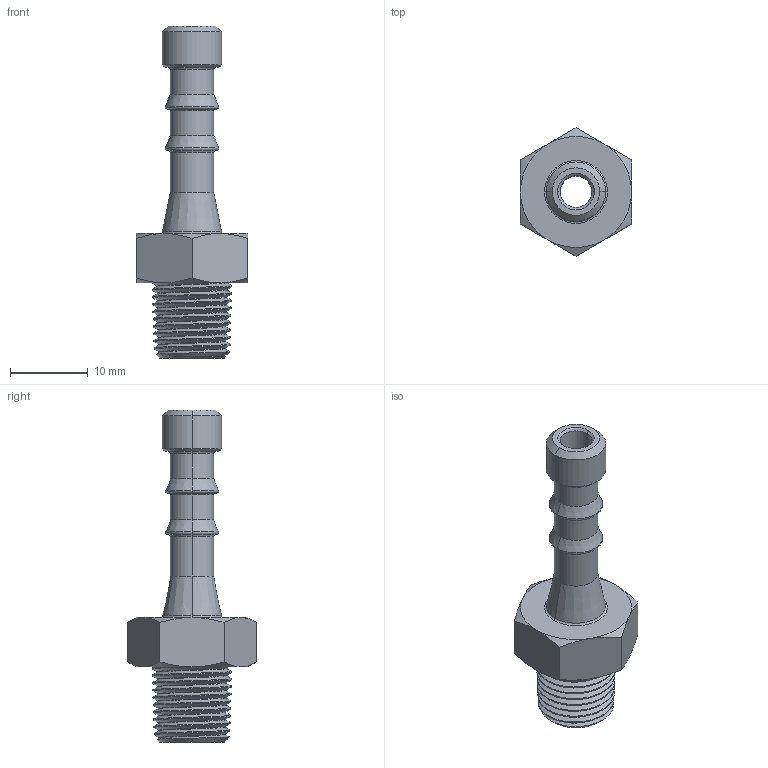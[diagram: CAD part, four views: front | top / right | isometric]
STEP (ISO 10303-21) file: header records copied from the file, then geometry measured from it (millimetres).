
FILE_DESCRIPTION (( 'STEP AP203' ), '1' );
FILE_NAME ('5357K31_Aluminum Barbed Hose Fitting.STEP', '2021-10-25T18:05:12', ( '' ), ( '' ), 'SwSTEP 2.0', 'SolidWorks 2020', '' );
FILE_SCHEMA (( 'CONFIG_CONTROL_DESIGN' ));
Length unit declared in the file: inch
Products named in the file (1): 5357K31_Aluminum Barbed Hose Fitting
Bounding box: 14.29 x 16.5 x 42.67 mm (x, y, z)
Volume: 1877.6 mm3; surface area: 2245.5 mm2
Topology: 1 solids, 1 shells, 92 faces, 212 edges, 127 vertices
Faces by surface type: cone 52, plane 13, cylinder 12, torus 12, bspline 3
Entity records: 7984 total; most frequent: CARTESIAN_POINT 5920, ORIENTED_EDGE 424, DIRECTION 397, EDGE_CURVE 212, AXIS2_PLACEMENT_3D 170, VERTEX_POINT 127, EDGE_LOOP 99, ADVANCED_FACE 92
